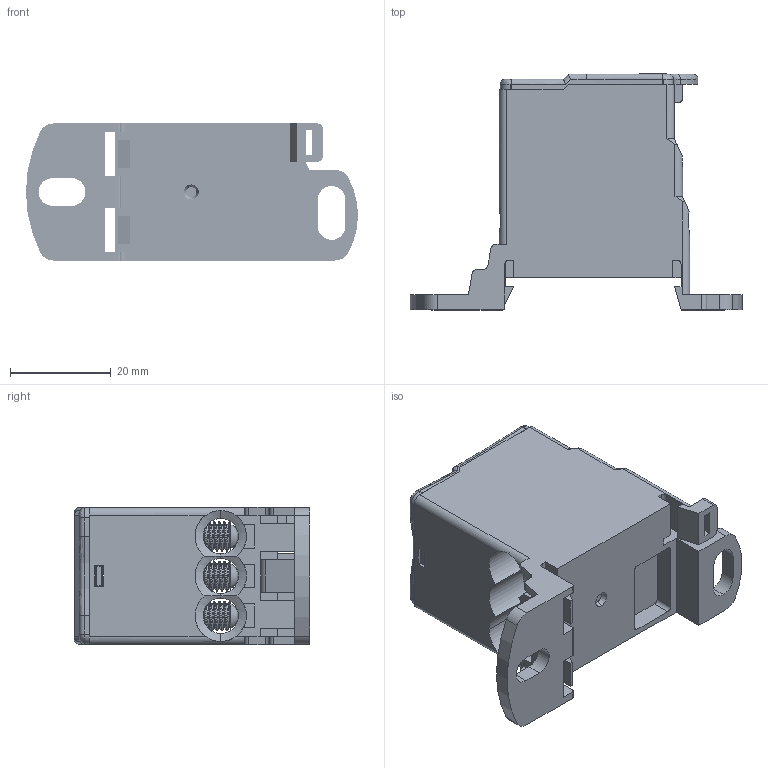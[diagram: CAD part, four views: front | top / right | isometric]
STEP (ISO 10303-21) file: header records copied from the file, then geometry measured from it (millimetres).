
FILE_DESCRIPTION (( 'STEP AP203' ), '1' );
FILE_NAME ('QM108007C.STEP', '2024-03-18T09:18:50', ( '' ), ( '' ), 'SwSTEP 2.0', 'SolidWorks 2022', '' );
FILE_SCHEMA (( 'CONFIG_CONTROL_DESIGN' ));
Products named in the file (1): QM108007C
Bounding box: 65.9 x 46.8 x 27.2 mm (x, y, z)
Volume: 19320.8 mm3; surface area: 23819 mm2
Topology: 10 solids, 10 shells, 1478 faces, 4239 edges, 2788 vertices
Faces by surface type: cylinder 982, plane 273, bspline 156, cone 50, torus 9, sphere 8
Entity records: 175054 total; most frequent: CARTESIAN_POINT 141030, ORIENTED_EDGE 8478, DIRECTION 4966, EDGE_CURVE 4239, VERTEX_POINT 2788, B_SPLINE_CURVE_WITH_KNOTS 2337, AXIS2_PLACEMENT_3D 1773, EDGE_LOOP 1553
